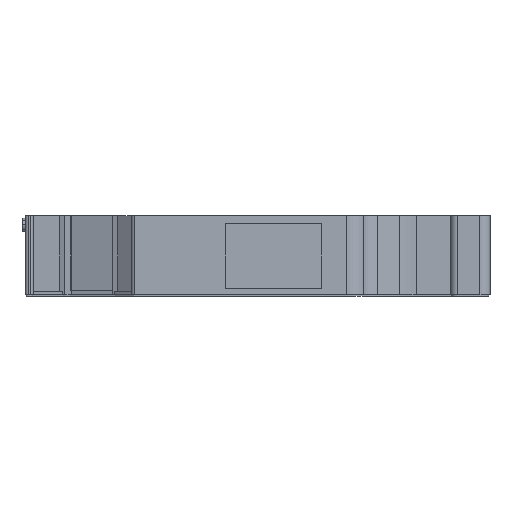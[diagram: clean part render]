
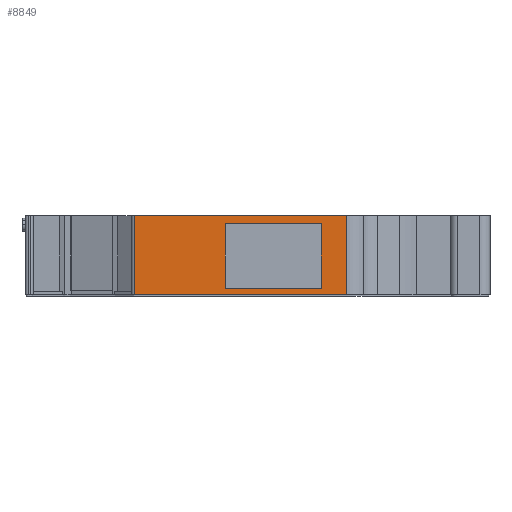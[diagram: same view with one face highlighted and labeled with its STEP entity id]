
A CAD part, left-side view. The second image highlights one B-rep face of the part: STEP entity #8849.
In plain terms, the highlighted planar face has unit normal (-1, 0, 0).
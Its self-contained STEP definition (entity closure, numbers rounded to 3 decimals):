
#55 = VERTEX_POINT ( 'NONE', #3499 ) ;
#225 = VECTOR ( 'NONE', #8680, 1000. ) ;
#286 = LINE ( 'NONE', #17971, #8320 ) ;
#365 = LINE ( 'NONE', #1629, #14170 ) ;
#414 = CARTESIAN_POINT ( 'NONE',  ( -40.617, 5.579, 74.932 ) ) ;
#1617 = ORIENTED_EDGE ( 'NONE', *, *, #16460, .F. ) ;
#1629 = CARTESIAN_POINT ( 'NONE',  ( -40.617, -3.927, 68.521 ) ) ;
#1704 = CARTESIAN_POINT ( 'NONE',  ( -40.617, 5.579, 68.521 ) ) ;
#1928 = LINE ( 'NONE', #16529, #17477 ) ;
#2782 = VERTEX_POINT ( 'NONE', #5790 ) ;
#3043 = EDGE_LOOP ( 'NONE', ( #8693, #17990, #10526, #6902 ) ) ;
#3308 = LINE ( 'NONE', #414, #18363 ) ;
#3412 = CARTESIAN_POINT ( 'NONE',  ( -40.617, -3.927, 68.521 ) ) ;
#3473 = FACE_OUTER_BOUND ( 'NONE', #5876, .T. ) ;
#3499 = CARTESIAN_POINT ( 'NONE',  ( -40.617, -6.447, 75.733 ) ) ;
#3658 = DIRECTION ( 'NONE',  ( 0., 1., 0. ) ) ;
#3767 = LINE ( 'NONE', #9854, #16036 ) ;
#4129 = DIRECTION ( 'NONE',  ( 0., 0., -1. ) ) ;
#4687 = DIRECTION ( 'NONE',  ( 0., -1., 0. ) ) ;
#4889 = AXIS2_PLACEMENT_3D ( 'NONE', #9838, #18660, #3658 ) ;
#4890 = PLANE ( 'NONE',  #4889 ) ;
#5402 = EDGE_CURVE ( 'NONE', #10233, #10420, #286, .T. ) ;
#5434 = EDGE_CURVE ( 'NONE', #13852, #12370, #6091, .T. ) ;
#5757 = LINE ( 'NONE', #14527, #225 ) ;
#5790 = CARTESIAN_POINT ( 'NONE',  ( -40.617, -3.927, 74.932 ) ) ;
#5839 = CARTESIAN_POINT ( 'NONE',  ( -40.617, 14.552, 75.733 ) ) ;
#5876 = EDGE_LOOP ( 'NONE', ( #1617, #12912, #9044, #9668 ) ) ;
#6091 = LINE ( 'NONE', #17666, #12367 ) ;
#6152 = DIRECTION ( 'NONE',  ( 0., 1., 0. ) ) ;
#6307 = DIRECTION ( 'NONE',  ( 0., -1., 0. ) ) ;
#6417 = VERTEX_POINT ( 'NONE', #8131 ) ;
#6419 = VERTEX_POINT ( 'NONE', #12618 ) ;
#6507 = DIRECTION ( 'NONE',  ( 0., 1., 0. ) ) ;
#6900 = EDGE_CURVE ( 'NONE', #13852, #55, #15273, .T. ) ;
#6902 = ORIENTED_EDGE ( 'NONE', *, *, #18406, .F. ) ;
#8131 = CARTESIAN_POINT ( 'NONE',  ( -40.617, -6.447, 67.87 ) ) ;
#8320 = VECTOR ( 'NONE', #4687, 1000. ) ;
#8680 = DIRECTION ( 'NONE',  ( 0., 0., -1. ) ) ;
#8693 = ORIENTED_EDGE ( 'NONE', *, *, #10907, .F. ) ;
#8849 = ADVANCED_FACE ( 'NONE', ( #13921, #3473 ), #4890, .F. ) ;
#9044 = ORIENTED_EDGE ( 'NONE', *, *, #6900, .F. ) ;
#9668 = ORIENTED_EDGE ( 'NONE', *, *, #5434, .T. ) ;
#9838 = CARTESIAN_POINT ( 'NONE',  ( -40.617, 14.552, 75.733 ) ) ;
#9854 = CARTESIAN_POINT ( 'NONE',  ( -40.617, 5.579, 68.521 ) ) ;
#10233 = VERTEX_POINT ( 'NONE', #1704 ) ;
#10420 = VERTEX_POINT ( 'NONE', #3412 ) ;
#10496 = DIRECTION ( 'NONE',  ( 0., 0., 1. ) ) ;
#10526 = ORIENTED_EDGE ( 'NONE', *, *, #16353, .F. ) ;
#10907 = EDGE_CURVE ( 'NONE', #10420, #2782, #365, .T. ) ;
#11341 = CARTESIAN_POINT ( 'NONE',  ( -40.617, 14.552, 67.87 ) ) ;
#11857 = DIRECTION ( 'NONE',  ( 0., 0., -1. ) ) ;
#12367 = VECTOR ( 'NONE', #11857, 1000. ) ;
#12370 = VERTEX_POINT ( 'NONE', #11341 ) ;
#12618 = CARTESIAN_POINT ( 'NONE',  ( -40.617, 5.579, 74.932 ) ) ;
#12647 = EDGE_CURVE ( 'NONE', #55, #6417, #5757, .T. ) ;
#12912 = ORIENTED_EDGE ( 'NONE', *, *, #12647, .F. ) ;
#13311 = VECTOR ( 'NONE', #6307, 1000. ) ;
#13820 = CARTESIAN_POINT ( 'NONE',  ( -40.617, 14.552, 75.733 ) ) ;
#13852 = VERTEX_POINT ( 'NONE', #5839 ) ;
#13921 = FACE_BOUND ( 'NONE', #3043, .T. ) ;
#14170 = VECTOR ( 'NONE', #10496, 1000. ) ;
#14527 = CARTESIAN_POINT ( 'NONE',  ( -40.617, -6.447, 75.733 ) ) ;
#15273 = LINE ( 'NONE', #13820, #13311 ) ;
#16036 = VECTOR ( 'NONE', #4129, 1000. ) ;
#16353 = EDGE_CURVE ( 'NONE', #6419, #10233, #3767, .T. ) ;
#16460 = EDGE_CURVE ( 'NONE', #6417, #12370, #1928, .T. ) ;
#16529 = CARTESIAN_POINT ( 'NONE',  ( -40.617, -6.447, 67.87 ) ) ;
#17477 = VECTOR ( 'NONE', #6507, 1000. ) ;
#17666 = CARTESIAN_POINT ( 'NONE',  ( -40.617, 14.552, 75.733 ) ) ;
#17971 = CARTESIAN_POINT ( 'NONE',  ( -40.617, 5.579, 68.521 ) ) ;
#17990 = ORIENTED_EDGE ( 'NONE', *, *, #5402, .F. ) ;
#18363 = VECTOR ( 'NONE', #6152, 1000. ) ;
#18406 = EDGE_CURVE ( 'NONE', #2782, #6419, #3308, .T. ) ;
#18660 = DIRECTION ( 'NONE',  ( 1., 0., 0. ) ) ;
